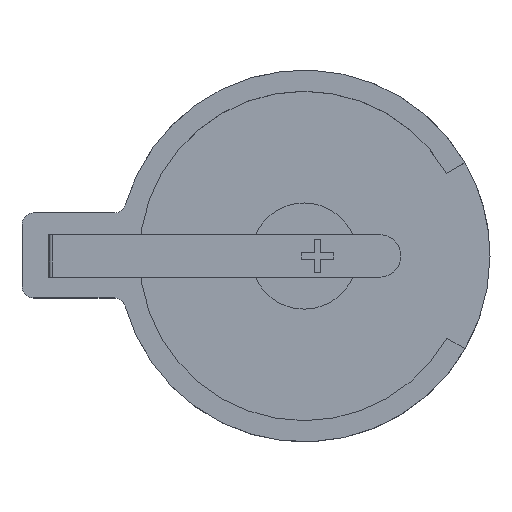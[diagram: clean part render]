
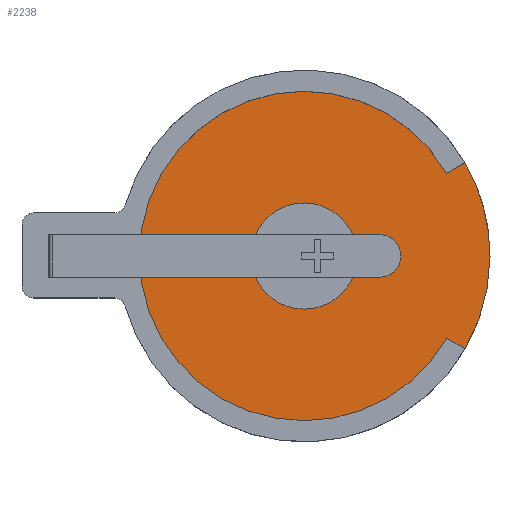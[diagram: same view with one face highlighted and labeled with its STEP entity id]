
A CAD part, top view. The second image highlights one B-rep face of the part: STEP entity #2238.
In plain terms, the highlighted planar face has unit normal (0, 0, 1).
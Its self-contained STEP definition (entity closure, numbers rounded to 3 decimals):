
#1735=CARTESIAN_POINT('',(11.4,-0.031,4.3));
#1736=VERTEX_POINT('',#1735);
#1769=CARTESIAN_POINT('',(9.863,5.717,4.3));
#1770=VERTEX_POINT('',#1769);
#1777=CARTESIAN_POINT('',(0.,0.,4.3));
#1778=DIRECTION('',(0.0,0.0,-1.0));
#1779=DIRECTION('',(1.,-0.003,0.0));
#1780=AXIS2_PLACEMENT_3D('',#1777,#1778,#1779);
#1781=CIRCLE('',#1780,11.4);
#1782=EDGE_CURVE('',#1770,#1736,#1781,.T.);
#1836=CARTESIAN_POINT('',(-10.1,0.,4.3));
#1837=VERTEX_POINT('',#1836);
#1853=CARTESIAN_POINT('',(8.751,-5.043,4.3));
#1854=VERTEX_POINT('',#1853);
#1861=CARTESIAN_POINT('',(0.0,0.0,4.3));
#1862=DIRECTION('',(0.0,0.0,1.0));
#1863=DIRECTION('',(-1.0,0.0,0.0));
#1864=AXIS2_PLACEMENT_3D('',#1861,#1862,#1863);
#1865=CIRCLE('',#1864,10.1);
#1866=EDGE_CURVE('',#1837,#1854,#1865,.T.);
#1878=CARTESIAN_POINT('',(-3.257,0.,4.3));
#1879=VERTEX_POINT('',#1878);
#1895=CARTESIAN_POINT('',(3.257,0.0,4.3));
#1896=VERTEX_POINT('',#1895);
#1903=CARTESIAN_POINT('',(0.0,0.0,4.3));
#1904=DIRECTION('',(0.0,0.0,-1.0));
#1905=DIRECTION('',(-1.0,0.0,0.0));
#1906=AXIS2_PLACEMENT_3D('',#1903,#1904,#1905);
#1907=CIRCLE('',#1906,3.257);
#1908=EDGE_CURVE('',#1879,#1896,#1907,.T.);
#2121=CARTESIAN_POINT('',(0.0,0.0,4.3));
#2122=DIRECTION('',(0.0,0.0,-1.0));
#2123=DIRECTION('',(-1.0,0.0,0.0));
#2124=AXIS2_PLACEMENT_3D('',#2121,#2122,#2123);
#2125=CIRCLE('',#2124,3.257);
#2126=EDGE_CURVE('',#1896,#1879,#2125,.T.);
#2155=CARTESIAN_POINT('',(8.738,5.065,4.3));
#2156=VERTEX_POINT('',#2155);
#2163=CARTESIAN_POINT('',(8.738,5.065,4.3));
#2164=DIRECTION('',(0.865,0.501,0.0));
#2165=VECTOR('',#2164,1.3);
#2166=LINE('',#2163,#2165);
#2167=EDGE_CURVE('',#2156,#1770,#2166,.T.);
#2179=CARTESIAN_POINT('',(9.877,-5.692,4.3));
#2180=VERTEX_POINT('',#2179);
#2187=CARTESIAN_POINT('',(9.877,-5.692,4.3));
#2188=DIRECTION('',(-0.866,0.499,0.0));
#2189=VECTOR('',#2188,1.3);
#2190=LINE('',#2187,#2189);
#2191=EDGE_CURVE('',#2180,#1854,#2190,.T.);
#2203=CARTESIAN_POINT('',(0.0,0.0,4.3));
#2204=DIRECTION('',(0.0,0.0,1.0));
#2205=DIRECTION('',(-1.0,0.0,0.0));
#2206=AXIS2_PLACEMENT_3D('',#2203,#2204,#2205);
#2207=CIRCLE('',#2206,10.1);
#2208=EDGE_CURVE('',#2156,#1837,#2207,.T.);
#2215=CARTESIAN_POINT('',(0.0,0.0,4.3));
#2216=DIRECTION('',(0.0,0.0,1.0));
#2217=DIRECTION('',(-1.0,0.0,0.0));
#2218=AXIS2_PLACEMENT_3D('',#2215,#2216,#2217);
#2219=PLANE('',#2218);
#2220=ORIENTED_EDGE('',*,*,#2208,.T.);
#2221=ORIENTED_EDGE('',*,*,#1866,.T.);
#2222=ORIENTED_EDGE('',*,*,#2191,.F.);
#2223=CARTESIAN_POINT('',(0.,0.,4.3));
#2224=DIRECTION('',(0.0,0.0,-1.0));
#2225=DIRECTION('',(1.,-0.003,0.0));
#2226=AXIS2_PLACEMENT_3D('',#2223,#2224,#2225);
#2227=CIRCLE('',#2226,11.4);
#2228=EDGE_CURVE('',#1736,#2180,#2227,.T.);
#2229=ORIENTED_EDGE('',*,*,#2228,.F.);
#2230=ORIENTED_EDGE('',*,*,#1782,.F.);
#2231=ORIENTED_EDGE('',*,*,#2167,.F.);
#2232=EDGE_LOOP('',(#2220,#2221,#2222,#2229,#2230,#2231));
#2233=FACE_OUTER_BOUND('',#2232,.T.);
#2234=ORIENTED_EDGE('',*,*,#1908,.T.);
#2235=ORIENTED_EDGE('',*,*,#2126,.T.);
#2236=EDGE_LOOP('',(#2234,#2235));
#2237=FACE_BOUND('',#2236,.T.);
#2238=ADVANCED_FACE('',(#2233,#2237),#2219,.T.);
